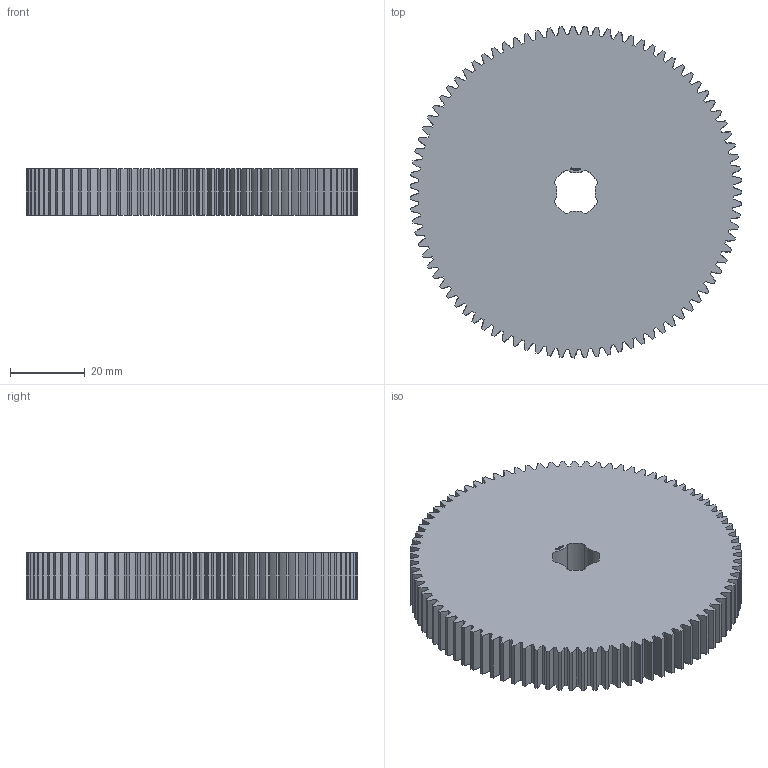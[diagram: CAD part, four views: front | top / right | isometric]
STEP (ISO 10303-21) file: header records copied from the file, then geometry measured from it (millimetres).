
FILE_DESCRIPTION(('FreeCAD Model'),'2;1');
FILE_NAME('Open CASCADE Shape Model','2024-03-11T23:19:21',(''),(''), 'Open CASCADE STEP processor 7.6','FreeCAD','Unknown');
FILE_SCHEMA(('AUTOMOTIVE_DESIGN { 1 0 10303 214 1 1 1 1 }'));
Products named in the file (1): Gear Wheel PLN TTH87 BU01.00 SFT-SHD - SPN-GWH-0328 (stemfie.org)
Bounding box: 88.98 x 89 x 12.5 mm (x, y, z)
Volume: 72696.5 mm3; surface area: 19017.5 mm2
Topology: 1 solids, 1 shells, 853 faces, 2460 edges, 1640 vertices
Faces by surface type: extrusion 526, plane 319, cylinder 8
Entity records: 82112 total; most frequent: CARTESIAN_POINT 30804, DIRECTION 6474, VECTOR 5770, LINE 5244, ORIENTED_EDGE 4920, PCURVE 4920, DEFINITIONAL_REPRESENTATION 4920, B_SPLINE_CURVE_WITH_KNOTS 2630
